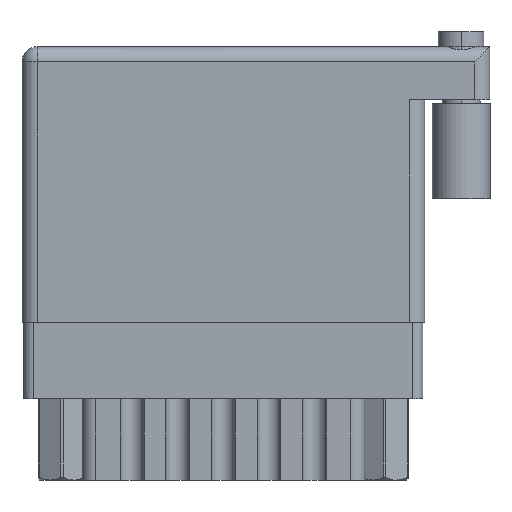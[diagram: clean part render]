
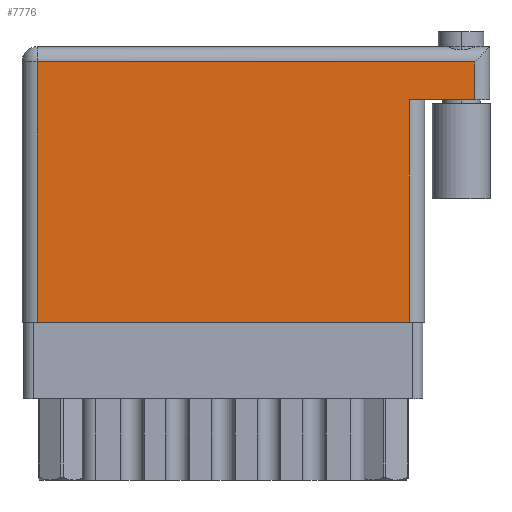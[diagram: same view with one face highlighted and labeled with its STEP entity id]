
A CAD part, front view. The second image highlights one B-rep face of the part: STEP entity #7776.
In plain terms, the highlighted face is planar.
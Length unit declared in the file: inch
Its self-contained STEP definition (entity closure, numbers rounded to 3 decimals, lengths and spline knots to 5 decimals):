
#484 = DIRECTION ( 'NONE',  ( -1., 0., 0. ) ) ;
#1416 = VECTOR ( 'NONE', #19720, 39.37008 ) ;
#1524 = VECTOR ( 'NONE', #25424, 39.37008 ) ;
#2731 = PLANE ( 'NONE',  #9653 ) ;
#3554 = LINE ( 'NONE', #10884, #1524 ) ;
#3567 = VECTOR ( 'NONE', #16411, 39.37008 ) ;
#3669 = LINE ( 'NONE', #30204, #17867 ) ;
#3800 = ORIENTED_EDGE ( 'NONE', *, *, #19861, .T. ) ;
#4136 = CARTESIAN_POINT ( 'NONE',  ( 1.539, 0.731, 0. ) ) ;
#6501 = EDGE_LOOP ( 'NONE', ( #20228, #16825, #16553, #3800, #25663, #15714 ) ) ;
#6571 = VERTEX_POINT ( 'NONE', #25624 ) ;
#7776 = ADVANCED_FACE ( 'NONE', ( #16499 ), #2731, .F. ) ;
#7783 = LINE ( 'NONE', #19762, #17865 ) ;
#7887 = CARTESIAN_POINT ( 'NONE',  ( 0.05, 0., 0. ) ) ;
#7949 = CARTESIAN_POINT ( 'NONE',  ( 0., 0.856, 0. ) ) ;
#9653 = AXIS2_PLACEMENT_3D ( 'NONE', #29267, #26258, #484 ) ;
#10884 = CARTESIAN_POINT ( 'NONE',  ( 1.275, 0.731, 0. ) ) ;
#11290 = CARTESIAN_POINT ( 'NONE',  ( 0.05, 0.856, 0. ) ) ;
#11628 = EDGE_CURVE ( 'NONE', #6571, #23399, #21669, .T. ) ;
#12788 = CARTESIAN_POINT ( 'NONE',  ( 1.275, 0., 0. ) ) ;
#12853 = EDGE_CURVE ( 'NONE', #14905, #23399, #3554, .T. ) ;
#13178 = EDGE_CURVE ( 'NONE', #22139, #14905, #7783, .T. ) ;
#13306 = VERTEX_POINT ( 'NONE', #11290 ) ;
#13442 = CARTESIAN_POINT ( 'NONE',  ( 1.489, 0.856, 0. ) ) ;
#14323 = VERTEX_POINT ( 'NONE', #13442 ) ;
#14905 = VERTEX_POINT ( 'NONE', #12788 ) ;
#15714 = ORIENTED_EDGE ( 'NONE', *, *, #30477, .T. ) ;
#16411 = DIRECTION ( 'NONE',  ( -1., 0., 0. ) ) ;
#16499 = FACE_OUTER_BOUND ( 'NONE', #6501, .T. ) ;
#16553 = ORIENTED_EDGE ( 'NONE', *, *, #11628, .F. ) ;
#16825 = ORIENTED_EDGE ( 'NONE', *, *, #12853, .T. ) ;
#17334 = LINE ( 'NONE', #7887, #1416 ) ;
#17378 = DIRECTION ( 'NONE',  ( 1., 0., 0. ) ) ;
#17865 = VECTOR ( 'NONE', #17378, 39.37008 ) ;
#17867 = VECTOR ( 'NONE', #23151, 39.37008 ) ;
#18427 = CARTESIAN_POINT ( 'NONE',  ( 0.05, 0., 0. ) ) ;
#19495 = DIRECTION ( 'NONE',  ( -1., 0., 0. ) ) ;
#19720 = DIRECTION ( 'NONE',  ( 0., -1., 0. ) ) ;
#19762 = CARTESIAN_POINT ( 'NONE',  ( 0., 0., 0. ) ) ;
#19861 = EDGE_CURVE ( 'NONE', #6571, #14323, #3669, .T. ) ;
#19963 = LINE ( 'NONE', #7949, #28476 ) ;
#20228 = ORIENTED_EDGE ( 'NONE', *, *, #13178, .T. ) ;
#21669 = LINE ( 'NONE', #4136, #3567 ) ;
#22139 = VERTEX_POINT ( 'NONE', #18427 ) ;
#23151 = DIRECTION ( 'NONE',  ( 0., 1., 0. ) ) ;
#23399 = VERTEX_POINT ( 'NONE', #30005 ) ;
#25424 = DIRECTION ( 'NONE',  ( 0., 1., 0. ) ) ;
#25624 = CARTESIAN_POINT ( 'NONE',  ( 1.489, 0.731, 0. ) ) ;
#25663 = ORIENTED_EDGE ( 'NONE', *, *, #25831, .T. ) ;
#25831 = EDGE_CURVE ( 'NONE', #14323, #13306, #19963, .T. ) ;
#26258 = DIRECTION ( 'NONE',  ( 0., 0., -1. ) ) ;
#28476 = VECTOR ( 'NONE', #19495, 39.37008 ) ;
#29267 = CARTESIAN_POINT ( 'NONE',  ( 0., 0.906, 0. ) ) ;
#30005 = CARTESIAN_POINT ( 'NONE',  ( 1.275, 0.731, 0. ) ) ;
#30204 = CARTESIAN_POINT ( 'NONE',  ( 1.489, 0.906, 0. ) ) ;
#30477 = EDGE_CURVE ( 'NONE', #13306, #22139, #17334, .T. ) ;
